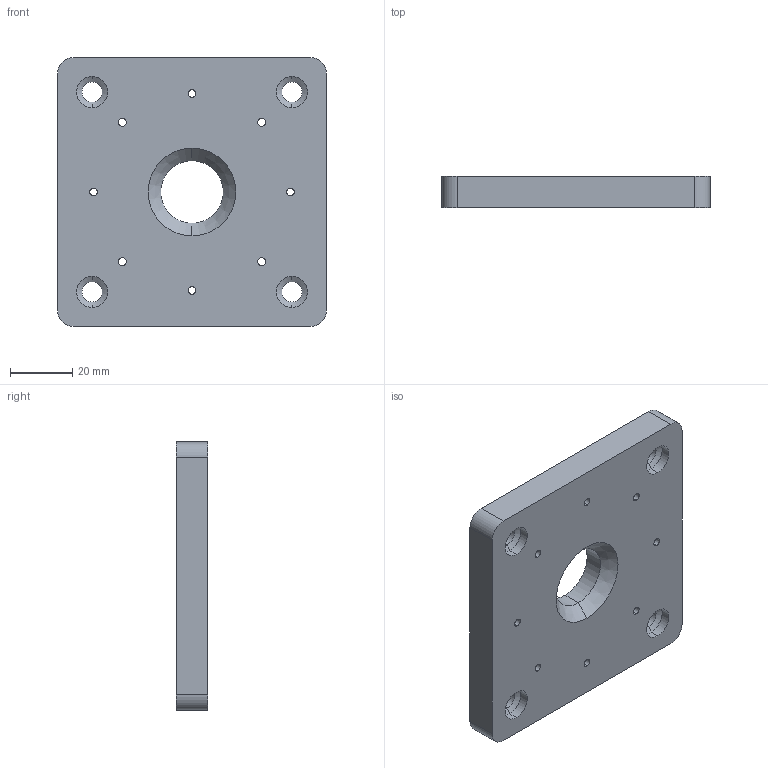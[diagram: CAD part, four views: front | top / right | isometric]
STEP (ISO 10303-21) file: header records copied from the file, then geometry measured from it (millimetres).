
FILE_DESCRIPTION (( 'STEP AP203' ), '1' );
FILE_NAME ('ﾏﾃﾒ.1.25.002.001^ﾏﾃﾒ.1.25.002_ﾏﾃﾒ1.25.STEP', '2020-07-07T06:34:49', ( '' ), ( '' ), 'SwSTEP 2.0', 'SolidWorks 2018', '' );
FILE_SCHEMA (( 'CONFIG_CONTROL_DESIGN' ));
Length unit declared in the file: millimetre
Products named in the file (1): ﾏﾃﾒ.1.25.002.001^ﾏﾃﾒ.1.25.002_ﾏﾃﾒ1.25
Bounding box: 86 x 10 x 86 mm (x, y, z)
Volume: 59928.5 mm3; surface area: 20955.9 mm2
Topology: 1 solids, 1 shells, 73 faces, 196 edges, 120 vertices
Faces by surface type: cylinder 46, cone 18, plane 9
Entity records: 2473 total; most frequent: CARTESIAN_POINT 454, DIRECTION 438, ORIENTED_EDGE 384, EDGE_CURVE 192, AXIS2_PLACEMENT_3D 176, VERTEX_POINT 120, CIRCLE 102, EDGE_LOOP 102
